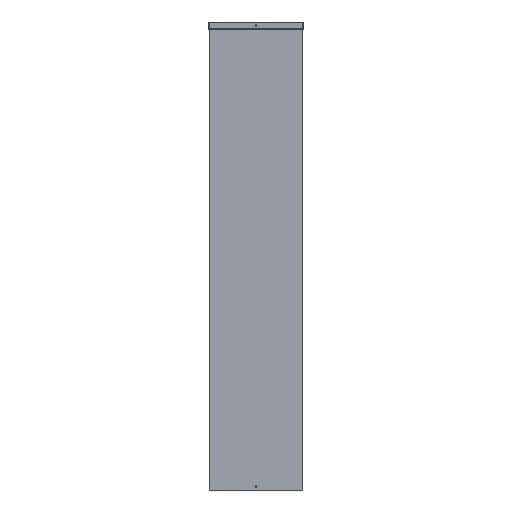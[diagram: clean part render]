
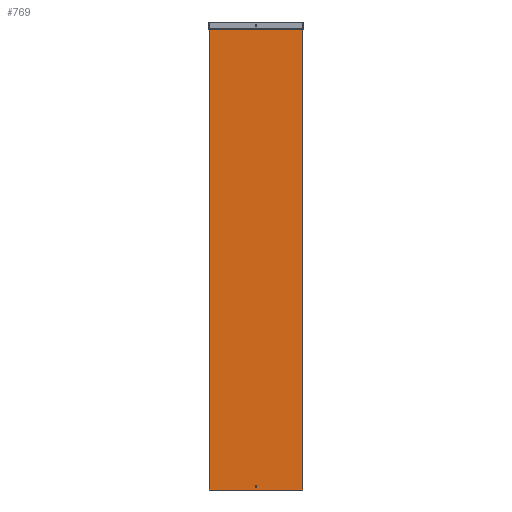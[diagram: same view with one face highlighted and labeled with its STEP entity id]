
A CAD part, front view. The second image highlights one B-rep face of the part: STEP entity #769.
In plain terms, the highlighted planar face has unit normal (0, -1, 0).
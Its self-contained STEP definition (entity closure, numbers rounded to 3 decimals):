
#43 = VERTEX_POINT ( 'NONE', #843 ) ;
#61 = FACE_OUTER_BOUND ( 'NONE', #700, .T. ) ;
#67 = FACE_BOUND ( 'NONE', #698, .T. ) ;
#140 = CARTESIAN_POINT ( 'NONE',  ( 200., 0., 1969. ) ) ;
#147 = DIRECTION ( 'NONE',  ( 0., 0., -1. ) ) ;
#183 = CARTESIAN_POINT ( 'NONE',  ( -200., 0., 1969. ) ) ;
#184 = DIRECTION ( 'NONE',  ( 1., 0., 0. ) ) ;
#185 = DIRECTION ( 'NONE',  ( 0., 0., -1. ) ) ;
#189 = CARTESIAN_POINT ( 'NONE',  ( -200., 0., 1969. ) ) ;
#191 = CARTESIAN_POINT ( 'NONE',  ( 0., 0., 15. ) ) ;
#192 = DIRECTION ( 'NONE',  ( 0., -1., 0. ) ) ;
#193 = DIRECTION ( 'NONE',  ( 0., 0., 1. ) ) ;
#195 = CARTESIAN_POINT ( 'NONE',  ( -200., 0., 0. ) ) ;
#200 = DIRECTION ( 'NONE',  ( 1., 0., 0. ) ) ;
#217 = CARTESIAN_POINT ( 'NONE',  ( 200., 0., 1969. ) ) ;
#248 = CARTESIAN_POINT ( 'NONE',  ( 200., 0., 0. ) ) ;
#251 = CARTESIAN_POINT ( 'NONE',  ( -200., 0., 0. ) ) ;
#255 = CARTESIAN_POINT ( 'NONE',  ( -200., 0., 1969. ) ) ;
#343 = AXIS2_PLACEMENT_3D ( 'NONE', #786, #787, #788 ) ;
#348 = AXIS2_PLACEMENT_3D ( 'NONE', #191, #192, #193 ) ;
#367 = EDGE_CURVE ( 'NONE', #714, #721, #508, .T. ) ;
#387 = EDGE_CURVE ( 'NONE', #728, #724, #469, .T. ) ;
#390 = EDGE_CURVE ( 'NONE', #43, #43, #463, .T. ) ;
#392 = EDGE_CURVE ( 'NONE', #724, #721, #467, .T. ) ;
#394 = EDGE_CURVE ( 'NONE', #728, #714, #452, .T. ) ;
#450 = VECTOR ( 'NONE', #200, 1000. ) ;
#452 = LINE ( 'NONE', #189, #450 ) ;
#459 = VECTOR ( 'NONE', #184, 1000. ) ;
#463 = CIRCLE ( 'NONE', #348, 2.5 ) ;
#466 = VECTOR ( 'NONE', #185, 1000. ) ;
#467 = LINE ( 'NONE', #195, #459 ) ;
#469 = LINE ( 'NONE', #183, #466 ) ;
#501 = VECTOR ( 'NONE', #147, 1000. ) ;
#508 = LINE ( 'NONE', #140, #501 ) ;
#661 = ORIENTED_EDGE ( 'NONE', *, *, #387, .T. ) ;
#663 = ORIENTED_EDGE ( 'NONE', *, *, #394, .F. ) ;
#664 = ORIENTED_EDGE ( 'NONE', *, *, #367, .F. ) ;
#665 = ORIENTED_EDGE ( 'NONE', *, *, #392, .T. ) ;
#666 = ORIENTED_EDGE ( 'NONE', *, *, #390, .F. ) ;
#698 = EDGE_LOOP ( 'NONE', ( #666 ) ) ;
#700 = EDGE_LOOP ( 'NONE', ( #665, #664, #663, #661 ) ) ;
#714 = VERTEX_POINT ( 'NONE', #217 ) ;
#721 = VERTEX_POINT ( 'NONE', #248 ) ;
#724 = VERTEX_POINT ( 'NONE', #251 ) ;
#728 = VERTEX_POINT ( 'NONE', #255 ) ;
#769 = ADVANCED_FACE ( 'NONE', ( #67, #61 ), #780, .F. ) ;
#780 = PLANE ( 'NONE',  #343 ) ;
#786 = CARTESIAN_POINT ( 'NONE',  ( -200., 0., 1969. ) ) ;
#787 = DIRECTION ( 'NONE',  ( 0., 1., 0. ) ) ;
#788 = DIRECTION ( 'NONE',  ( 0., 0., 1. ) ) ;
#843 = CARTESIAN_POINT ( 'NONE',  ( 0., 0., 17.5 ) ) ;
